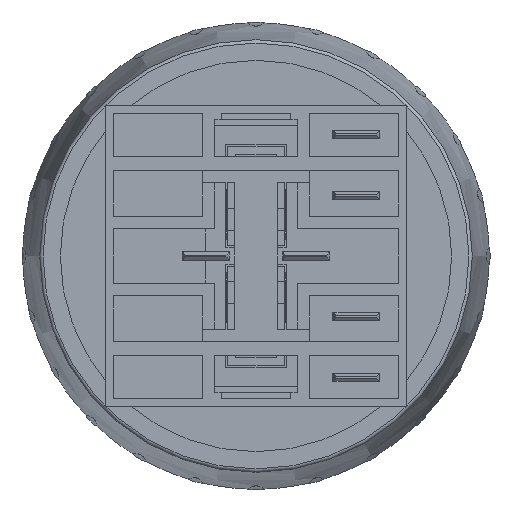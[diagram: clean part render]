
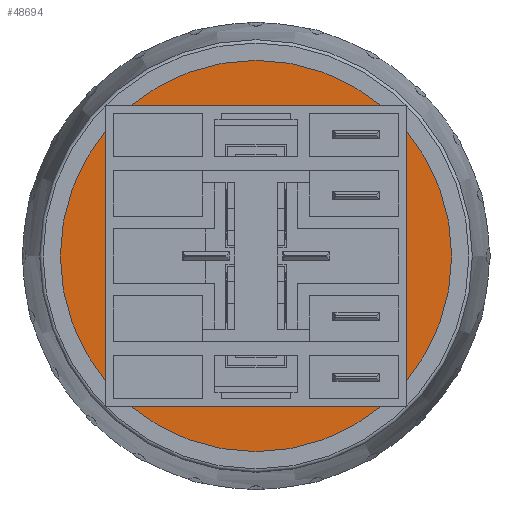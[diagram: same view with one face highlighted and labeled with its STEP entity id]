
A CAD part, front view. The second image highlights one B-rep face of the part: STEP entity #48694.
In plain terms, the highlighted planar face has unit normal (0, -1, 0).
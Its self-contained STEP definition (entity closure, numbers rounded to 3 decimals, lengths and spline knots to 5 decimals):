
#1369=PLANE('',#51112);
#2523=FACE_BOUND('',#9183,.T.);
#6509=FACE_OUTER_BOUND('',#9182,.T.);
#9182=EDGE_LOOP('',(#42667));
#9183=EDGE_LOOP('',(#42668,#42669,#42670,#42671));
#10149=CIRCLE('',#51113,0.46063);
#10150=CIRCLE('',#51114,0.31496);
#14131=LINE('',#90404,#18467);
#14133=LINE('',#90410,#18469);
#14137=LINE('',#90416,#18473);
#18467=VECTOR('',#59682,0.3937);
#18469=VECTOR('',#59686,0.3937);
#18473=VECTOR('',#59692,0.3937);
#23082=VERTEX_POINT('',#90398);
#23084=VERTEX_POINT('',#90402);
#23085=VERTEX_POINT('',#90406);
#23087=VERTEX_POINT('',#90409);
#23089=VERTEX_POINT('',#90418);
#29692=EDGE_CURVE('',#23084,#23082,#14131,.T.);
#29694=EDGE_CURVE('',#23085,#23087,#14133,.T.);
#29698=EDGE_CURVE('',#23087,#23084,#14137,.T.);
#29699=EDGE_CURVE('',#23089,#23089,#10149,.T.);
#29700=EDGE_CURVE('',#23085,#23082,#10150,.T.);
#42667=ORIENTED_EDGE('',*,*,#29699,.F.);
#42668=ORIENTED_EDGE('',*,*,#29692,.F.);
#42669=ORIENTED_EDGE('',*,*,#29698,.F.);
#42670=ORIENTED_EDGE('',*,*,#29694,.F.);
#42671=ORIENTED_EDGE('',*,*,#29700,.T.);
#48694=ADVANCED_FACE('',(#6509,#2523),#1369,.F.);
#51112=AXIS2_PLACEMENT_3D('',#90417,#59693,#59694);
#51113=AXIS2_PLACEMENT_3D('',#90419,#59695,#59696);
#51114=AXIS2_PLACEMENT_3D('',#90420,#59697,#59698);
#59682=DIRECTION('',(0.,0.,1.));
#59686=DIRECTION('',(0.,0.,-1.));
#59692=DIRECTION('',(-1.,0.,0.));
#59693=DIRECTION('center_axis',(0.,1.,0.));
#59694=DIRECTION('ref_axis',(1.,0.,0.));
#59695=DIRECTION('center_axis',(0.,1.,0.));
#59696=DIRECTION('ref_axis',(0.,0.,
1.));
#59697=DIRECTION('center_axis',(0.,1.,0.));
#59698=DIRECTION('ref_axis',(0.,0.,
1.));
#90398=CARTESIAN_POINT('',(-0.03543,1.32677,0.31296));
#90402=CARTESIAN_POINT('',(-0.03543,1.32677,0.29528));
#90404=CARTESIAN_POINT('',(-0.03543,1.32677,0.29528));
#90406=CARTESIAN_POINT('',(0.03543,1.32677,0.31296));
#90409=CARTESIAN_POINT('',(0.03543,1.32677,0.29528));
#90410=CARTESIAN_POINT('',(0.03543,1.32677,0.31496));
#90416=CARTESIAN_POINT('',(0.03543,1.32677,0.29528));
#90417=CARTESIAN_POINT('Origin',(0.,1.32677,0.));
#90418=CARTESIAN_POINT('',(0.,1.32677,-0.46063));
#90419=CARTESIAN_POINT('Origin',(0.,1.32677,0.));
#90420=CARTESIAN_POINT('Origin',(0.,1.32677,0.));
